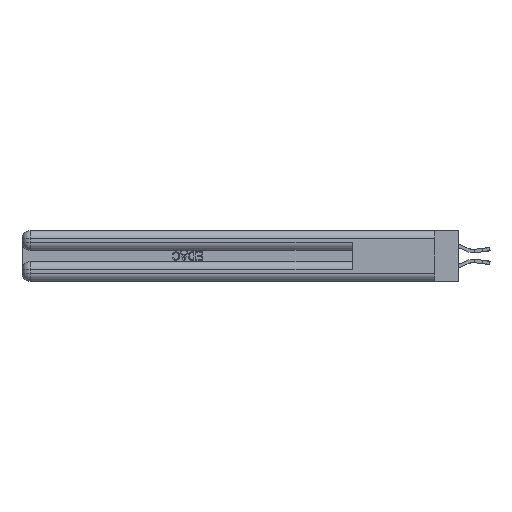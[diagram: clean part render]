
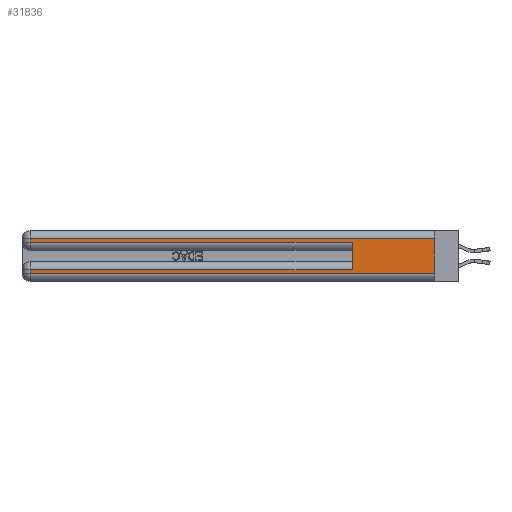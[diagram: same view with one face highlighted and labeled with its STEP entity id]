
A CAD part, left-side view. The second image highlights one B-rep face of the part: STEP entity #31836.
In plain terms, the highlighted planar face has unit normal (-1, 0, 0).
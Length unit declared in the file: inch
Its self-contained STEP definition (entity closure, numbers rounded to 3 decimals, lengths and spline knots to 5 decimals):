
#205 = EDGE_CURVE ( 'NONE', #2160, #22220, #4960, .T. ) ;
#721 = LINE ( 'NONE', #1014, #16538 ) ;
#1014 = CARTESIAN_POINT ( 'NONE',  ( 0., 0., 0.085 ) ) ;
#1364 = DIRECTION ( 'NONE',  ( 0., -1., 0. ) ) ;
#1421 = VERTEX_POINT ( 'NONE', #8024 ) ;
#2160 = VERTEX_POINT ( 'NONE', #14943 ) ;
#3875 = PLANE ( 'NONE',  #33290 ) ;
#4960 = LINE ( 'NONE', #10861, #20757 ) ;
#5153 = LINE ( 'NONE', #31194, #37455 ) ;
#6873 = VERTEX_POINT ( 'NONE', #36305 ) ;
#6884 = ORIENTED_EDGE ( 'NONE', *, *, #23202, .T. ) ;
#7069 = CARTESIAN_POINT ( 'NONE',  ( 0., 0., 0.37 ) ) ;
#7729 = CARTESIAN_POINT ( 'NONE',  ( 0., 0., 0.06 ) ) ;
#7956 = CARTESIAN_POINT ( 'NONE',  ( 0., 0.6, 0.145 ) ) ;
#8024 = CARTESIAN_POINT ( 'NONE',  ( 0., 2.94, 0.285 ) ) ;
#8041 = CARTESIAN_POINT ( 'NONE',  ( 0., 2.94, 0.37 ) ) ;
#8326 = ORIENTED_EDGE ( 'NONE', *, *, #13629, .T. ) ;
#8372 = ORIENTED_EDGE ( 'NONE', *, *, #26631, .T. ) ;
#8642 = DIRECTION ( 'NONE',  ( 0., 0., -1. ) ) ;
#8686 = EDGE_CURVE ( 'NONE', #11913, #22220, #23820, .T. ) ;
#9737 = VECTOR ( 'NONE', #1364, 39.37008 ) ;
#10260 = DIRECTION ( 'NONE',  ( 1., 0., 0. ) ) ;
#10861 = CARTESIAN_POINT ( 'NONE',  ( 0., 0., 0.37 ) ) ;
#11683 = LINE ( 'NONE', #13936, #9737 ) ;
#11913 = VERTEX_POINT ( 'NONE', #33850 ) ;
#12941 = CARTESIAN_POINT ( 'NONE',  ( 0., 0., 0.06 ) ) ;
#13629 = EDGE_CURVE ( 'NONE', #6873, #14735, #721, .T. ) ;
#13936 = CARTESIAN_POINT ( 'NONE',  ( 0., 0., 0.285 ) ) ;
#13981 = DIRECTION ( 'NONE',  ( 0., 0., -1. ) ) ;
#14406 = VECTOR ( 'NONE', #16105, 39.37008 ) ;
#14735 = VERTEX_POINT ( 'NONE', #25927 ) ;
#14943 = CARTESIAN_POINT ( 'NONE',  ( 0., 0., 0.31 ) ) ;
#15882 = EDGE_LOOP ( 'NONE', ( #22217, #8372, #36180, #39858, #33155, #8326, #6884, #22252 ) ) ;
#16105 = DIRECTION ( 'NONE',  ( 0., -1., 0. ) ) ;
#16152 = FACE_OUTER_BOUND ( 'NONE', #15882, .T. ) ;
#16538 = VECTOR ( 'NONE', #23126, 39.37008 ) ;
#17141 = VERTEX_POINT ( 'NONE', #36365 ) ;
#17631 = EDGE_CURVE ( 'NONE', #1421, #33602, #11683, .T. ) ;
#18332 = VECTOR ( 'NONE', #20376, 39.37008 ) ;
#20376 = DIRECTION ( 'NONE',  ( 0., 0., 1. ) ) ;
#20757 = VECTOR ( 'NONE', #13981, 39.37008 ) ;
#22217 = ORIENTED_EDGE ( 'NONE', *, *, #205, .F. ) ;
#22220 = VERTEX_POINT ( 'NONE', #7729 ) ;
#22252 = ORIENTED_EDGE ( 'NONE', *, *, #8686, .T. ) ;
#22702 = VECTOR ( 'NONE', #8642, 39.37008 ) ;
#23126 = DIRECTION ( 'NONE',  ( 0., 1., 0. ) ) ;
#23202 = EDGE_CURVE ( 'NONE', #14735, #11913, #37208, .T. ) ;
#23820 = LINE ( 'NONE', #12941, #14406 ) ;
#25927 = CARTESIAN_POINT ( 'NONE',  ( 0., 2.94, 0.085 ) ) ;
#26631 = EDGE_CURVE ( 'NONE', #2160, #17141, #5153, .T. ) ;
#26722 = LINE ( 'NONE', #7956, #18332 ) ;
#26898 = DIRECTION ( 'NONE',  ( 0., 0., -1. ) ) ;
#27473 = CARTESIAN_POINT ( 'NONE',  ( 0., 2.94, 0.37 ) ) ;
#29504 = CARTESIAN_POINT ( 'NONE',  ( 0., 0.6, 0.285 ) ) ;
#31046 = LINE ( 'NONE', #8041, #39181 ) ;
#31194 = CARTESIAN_POINT ( 'NONE',  ( 0., 0., 0.31 ) ) ;
#31836 = ADVANCED_FACE ( 'NONE', ( #16152 ), #3875, .F. ) ;
#32189 = DIRECTION ( 'NONE',  ( 0., 0., -1. ) ) ;
#33155 = ORIENTED_EDGE ( 'NONE', *, *, #34904, .F. ) ;
#33290 = AXIS2_PLACEMENT_3D ( 'NONE', #7069, #10260, #32189 ) ;
#33602 = VERTEX_POINT ( 'NONE', #29504 ) ;
#33850 = CARTESIAN_POINT ( 'NONE',  ( 0., 2.94, 0.06 ) ) ;
#34904 = EDGE_CURVE ( 'NONE', #6873, #33602, #26722, .T. ) ;
#36180 = ORIENTED_EDGE ( 'NONE', *, *, #36185, .T. ) ;
#36185 = EDGE_CURVE ( 'NONE', #17141, #1421, #31046, .T. ) ;
#36305 = CARTESIAN_POINT ( 'NONE',  ( 0., 0.6, 0.085 ) ) ;
#36365 = CARTESIAN_POINT ( 'NONE',  ( 0., 2.94, 0.31 ) ) ;
#37207 = DIRECTION ( 'NONE',  ( 0., 1., 0. ) ) ;
#37208 = LINE ( 'NONE', #27473, #22702 ) ;
#37455 = VECTOR ( 'NONE', #37207, 39.37008 ) ;
#39181 = VECTOR ( 'NONE', #26898, 39.37008 ) ;
#39858 = ORIENTED_EDGE ( 'NONE', *, *, #17631, .T. ) ;
